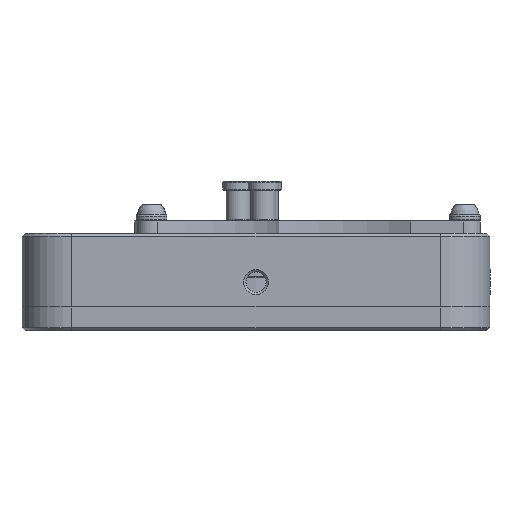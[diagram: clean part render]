
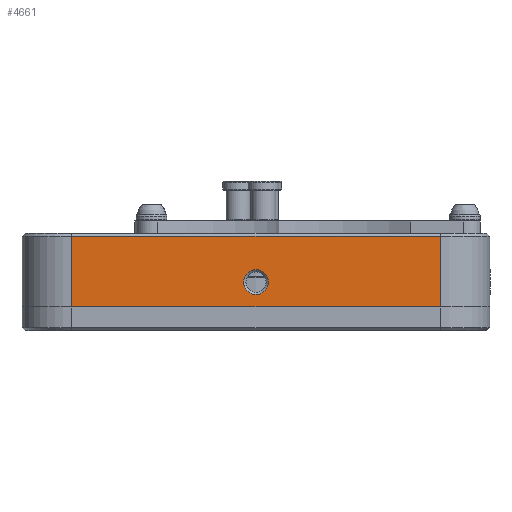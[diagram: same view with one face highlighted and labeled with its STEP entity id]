
A CAD part, front view. The second image highlights one B-rep face of the part: STEP entity #4661.
In plain terms, the highlighted planar face has unit normal (0, -1, 0).
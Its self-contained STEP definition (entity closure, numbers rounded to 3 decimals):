
#370 = CARTESIAN_POINT ( 'NONE',  ( 30., -38.1, 16. ) ) ;
#582 = VERTEX_POINT ( 'NONE', #5305 ) ;
#854 = CIRCLE ( 'NONE', #8581, 2.025 ) ;
#1934 = DIRECTION ( 'NONE',  ( 0., 1., 0. ) ) ;
#1959 = LINE ( 'NONE', #370, #10411 ) ;
#1987 = LINE ( 'NONE', #9182, #3994 ) ;
#2010 = VECTOR ( 'NONE', #3512, 1000. ) ;
#2216 = ORIENTED_EDGE ( 'NONE', *, *, #12551, .F. ) ;
#2903 = EDGE_CURVE ( 'NONE', #11747, #582, #7851, .T. ) ;
#3104 = CARTESIAN_POINT ( 'NONE',  ( 30., -38.1, 4. ) ) ;
#3512 = DIRECTION ( 'NONE',  ( -1., 0., 0. ) ) ;
#3535 = VECTOR ( 'NONE', #6666, 1000. ) ;
#3994 = VECTOR ( 'NONE', #4113, 1000. ) ;
#4113 = DIRECTION ( 'NONE',  ( 0., 0., 1. ) ) ;
#4385 = EDGE_LOOP ( 'NONE', ( #11321 ) ) ;
#4555 = CARTESIAN_POINT ( 'NONE',  ( 0., -38.1, 8.05 ) ) ;
#4588 = DIRECTION ( 'NONE',  ( 0., 0., -1. ) ) ;
#4661 = ADVANCED_FACE ( 'NONE', ( #12590, #9466 ), #11421, .F. ) ;
#5064 = ORIENTED_EDGE ( 'NONE', *, *, #2903, .F. ) ;
#5102 = DIRECTION ( 'NONE',  ( -1., 0., 0. ) ) ;
#5294 = CARTESIAN_POINT ( 'NONE',  ( -30., -38.1, 15.5 ) ) ;
#5305 = CARTESIAN_POINT ( 'NONE',  ( 30., -38.1, 15.5 ) ) ;
#5445 = ORIENTED_EDGE ( 'NONE', *, *, #11104, .F. ) ;
#5664 = DIRECTION ( 'NONE',  ( 0., -1., 0. ) ) ;
#6625 = LINE ( 'NONE', #11846, #2010 ) ;
#6666 = DIRECTION ( 'NONE',  ( 1., 0., 0. ) ) ;
#6698 = DIRECTION ( 'NONE',  ( 0., 0., -1. ) ) ;
#7182 = EDGE_CURVE ( 'NONE', #13129, #13129, #854, .T. ) ;
#7851 = LINE ( 'NONE', #12093, #3535 ) ;
#8242 = EDGE_LOOP ( 'NONE', ( #5064, #5445, #2216, #8529 ) ) ;
#8529 = ORIENTED_EDGE ( 'NONE', *, *, #13118, .F. ) ;
#8581 = AXIS2_PLACEMENT_3D ( 'NONE', #4555, #5664, #6698 ) ;
#9109 = AXIS2_PLACEMENT_3D ( 'NONE', #13700, #1934, #5102 ) ;
#9182 = CARTESIAN_POINT ( 'NONE',  ( -30., -38.1, 16. ) ) ;
#9466 = FACE_BOUND ( 'NONE', #4385, .T. ) ;
#10106 = VERTEX_POINT ( 'NONE', #12603 ) ;
#10411 = VECTOR ( 'NONE', #4588, 1000. ) ;
#10712 = VERTEX_POINT ( 'NONE', #3104 ) ;
#11104 = EDGE_CURVE ( 'NONE', #10106, #11747, #1987, .T. ) ;
#11321 = ORIENTED_EDGE ( 'NONE', *, *, #7182, .F. ) ;
#11421 = PLANE ( 'NONE',  #9109 ) ;
#11747 = VERTEX_POINT ( 'NONE', #5294 ) ;
#11846 = CARTESIAN_POINT ( 'NONE',  ( -38.1, -38.1, 4. ) ) ;
#12093 = CARTESIAN_POINT ( 'NONE',  ( 0., -38.1, 15.5 ) ) ;
#12165 = CARTESIAN_POINT ( 'NONE',  ( 0., -38.1, 6.025 ) ) ;
#12551 = EDGE_CURVE ( 'NONE', #10712, #10106, #6625, .T. ) ;
#12590 = FACE_OUTER_BOUND ( 'NONE', #8242, .T. ) ;
#12603 = CARTESIAN_POINT ( 'NONE',  ( -30., -38.1, 4. ) ) ;
#13118 = EDGE_CURVE ( 'NONE', #582, #10712, #1959, .T. ) ;
#13129 = VERTEX_POINT ( 'NONE', #12165 ) ;
#13700 = CARTESIAN_POINT ( 'NONE',  ( -38.1, -38.1, 16. ) ) ;
